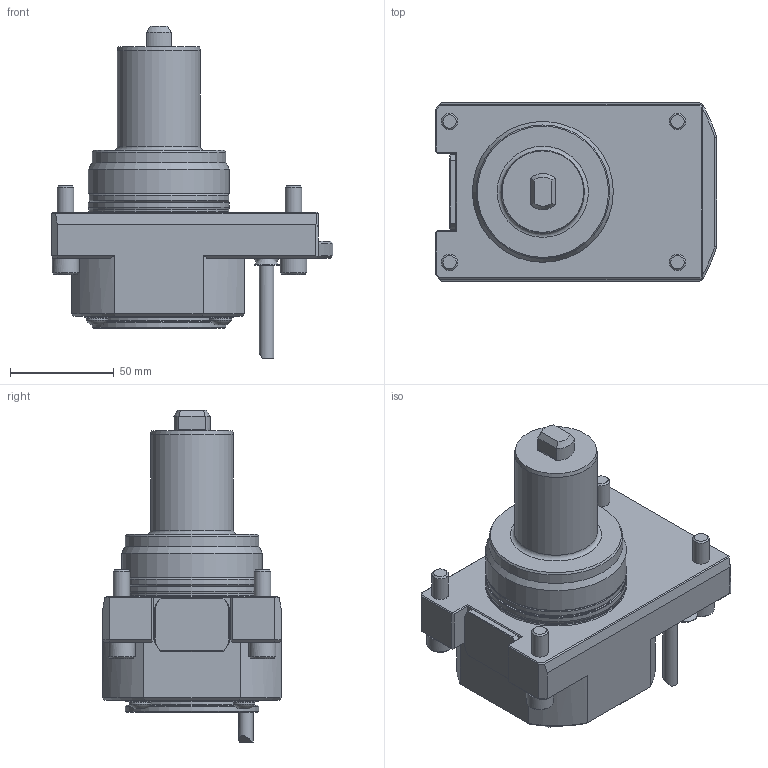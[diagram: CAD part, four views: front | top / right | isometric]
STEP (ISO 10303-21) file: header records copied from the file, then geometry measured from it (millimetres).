
FILE_DESCRIPTION(/* description */ ('Unknown'),/* implementation_level */ '2;1');
FILE_NAME(/* name */ 'C4_DNE_MZ68B_I_HS_A_SIM',/* time_stamp */ '2022-01-27T10:12:52+01:00',/* author */ ('KS'),/* organization */ ('WTO'),/* preprocessor_version */ 'ST-DEVELOPER v16.7',/* originating_system */ 'DEX',/* authorisation */ $);
FILE_SCHEMA (('AUTOMOTIVE_DESIGN {1 0 10303 214 3 1 1}'));
Length unit declared in the file: millimetre
Products named in the file (1): 116160_C4-DNE-MZ68B-I-C_vereinfacht_STP_00443956
Bounding box: 136 x 86 x 160.25 mm (x, y, z)
Volume: 609010.5 mm3; surface area: 62159.2 mm2
Topology: 1 solids, 1 shells, 216 faces, 483 edges, 295 vertices
Faces by surface type: plane 108, cone 52, cylinder 43, torus 7, sphere 5, bspline 1
Full cylindrical faces by diameter (mm): 2.5 x1, 6 x5, 7 x1, 8 x4, 10.5 x4, 12 x1, 13 x4, 40 x1, 60 x1, 64.4 x1, 64.5 x1, 67.4 x2, 68 x2, 70.8 x1
Entity records: 5656 total; most frequent: CARTESIAN_POINT 1183, DIRECTION 949, ORIENTED_EDGE 782, EDGE_CURVE 391, AXIS2_PLACEMENT_3D 390, EDGE_LOOP 328, FACE_BOUND 328, VERTEX_POINT 279
